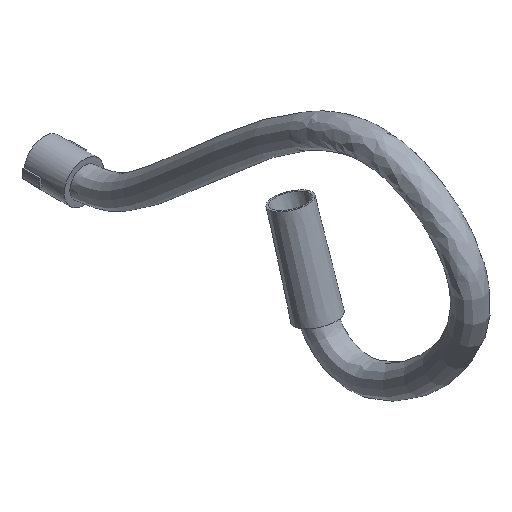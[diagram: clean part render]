
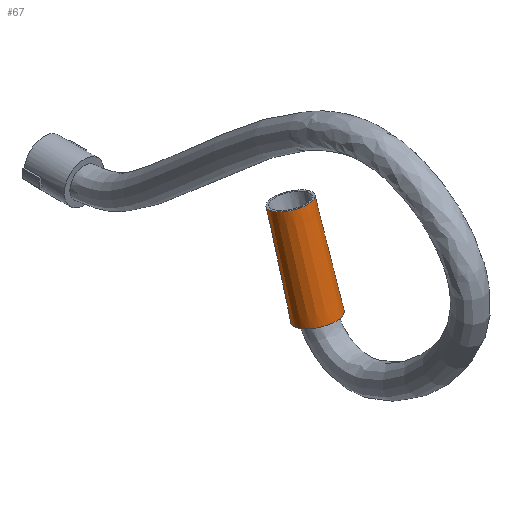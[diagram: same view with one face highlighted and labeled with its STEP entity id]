
A CAD part, isometric view. The second image highlights one B-rep face of the part: STEP entity #67.
In plain terms, the highlighted conical face has half-angle 1 degrees and reference radius 16.995 mm.
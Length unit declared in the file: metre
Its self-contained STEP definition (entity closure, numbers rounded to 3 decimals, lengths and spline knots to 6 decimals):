
#67 = ADVANCED_FACE( '', ( #151, #152 ), #153, .T. );
#151 = FACE_BOUND( '', #258, .T. );
#152 = FACE_OUTER_BOUND( '', #259, .T. );
#153 = CONICAL_SURFACE( '', #260, 0.016995, 0.017 );
#258 = EDGE_LOOP( '', ( #777 ) );
#259 = EDGE_LOOP( '', ( #778 ) );
#260 = AXIS2_PLACEMENT_3D( '', #779, #780, #781 );
#777 = ORIENTED_EDGE( '', *, *, #985, .F. );
#778 = ORIENTED_EDGE( '', *, *, #986, .T. );
#779 = CARTESIAN_POINT( '', ( -0.174509, -0.204608, 0. ) );
#780 = DIRECTION( '', ( 0., -0.297, -0.955 ) );
#781 = DIRECTION( '', ( 0., -0.955, 0.297 ) );
#985 = EDGE_CURVE( '', #1083, #1083, #1084, .T. );
#986 = EDGE_CURVE( '', #1085, #1085, #1086, .T. );
#1083 = VERTEX_POINT( '', #1212 );
#1084 = CIRCLE( '', #1213, 0.015599 );
#1085 = VERTEX_POINT( '', #1214 );
#1086 = CIRCLE( '', #1215, 0.016995 );
#1212 = CARTESIAN_POINT( '', ( -0.174509, -0.195745, 0.081023 ) );
#1213 = AXIS2_PLACEMENT_3D( '', #1360, #1361, #1362 );
#1214 = CARTESIAN_POINT( '', ( -0.174509, -0.220836, 0.005047 ) );
#1215 = AXIS2_PLACEMENT_3D( '', #1363, #1364, #1365 );
#1360 = CARTESIAN_POINT( '', ( -0.174509, -0.18085, 0.076391 ) );
#1361 = DIRECTION( '', ( 0., 0.297, 0.955 ) );
#1362 = DIRECTION( '', ( 0., -0.955, 0.297 ) );
#1363 = CARTESIAN_POINT( '', ( -0.174509, -0.204608, 0. ) );
#1364 = DIRECTION( '', ( 0., 0.297, 0.955 ) );
#1365 = DIRECTION( '', ( 0., -0.955, 0.297 ) );
